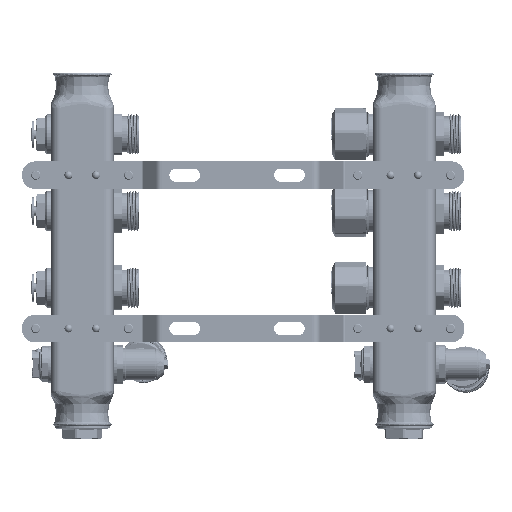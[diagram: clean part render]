
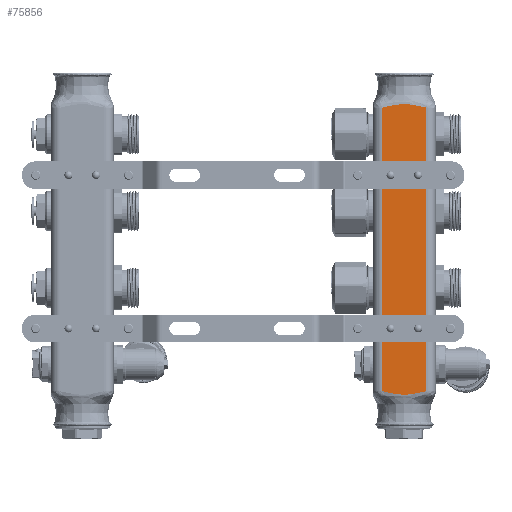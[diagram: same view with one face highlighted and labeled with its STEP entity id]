
A CAD part, front view. The second image highlights one B-rep face of the part: STEP entity #75856.
In plain terms, the highlighted face is planar.
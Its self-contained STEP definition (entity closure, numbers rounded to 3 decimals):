
#1278 = CARTESIAN_POINT ( 'NONE',  ( 19.5, 9.712, -207.491 ) ) ;
#1404 = VERTEX_POINT ( 'NONE', #28033 ) ;
#1885 = CARTESIAN_POINT ( 'NONE',  ( 19.5, -4.27, -208.471 ) ) ;
#2895 = VERTEX_POINT ( 'NONE', #13573 ) ;
#3573 = CARTESIAN_POINT ( 'NONE',  ( 19.5, 4.893, -19.61 ) ) ;
#8490 = B_SPLINE_CURVE_WITH_KNOTS ( 'NONE', 3,
 ( #24013, #38789, #73737, #17268, #66023, #87910, #9492, #31103, #16961, #52434, #74325, #3573, #73122, #58944, #67220, #87303, #10100, #66624, #88203, #24906, #80491, #10704, #81089, #24310, #38172, #80798, #31981, #53044, #31396, #38477 ),
 .UNSPECIFIED., .F., .F.,
 ( 4, 2, 2, 2, 2, 2, 2, 2, 2, 2, 2, 2, 2, 2, 4 ),
 ( 0., 0.002, 0.003, 0.004, 0.007, 0.009, 0.011, 0.015, 0.018, 0.02, 0.022, 0.026, 0.027, 0.028, 0.029 ),
 .UNSPECIFIED. ) ;
#8866 = CARTESIAN_POINT ( 'NONE',  ( 19.5, -14.5, -206.426 ) ) ;
#9492 = CARTESIAN_POINT ( 'NONE',  ( 19.5, 11.219, -20.793 ) ) ;
#9606 = CARTESIAN_POINT ( 'NONE',  ( 19.5, -11.215, -207.208 ) ) ;
#10080 = LINE ( 'NONE', #86727, #71953 ) ;
#10100 = CARTESIAN_POINT ( 'NONE',  ( 19.5, -2.442, -19.344 ) ) ;
#10704 = CARTESIAN_POINT ( 'NONE',  ( 19.5, -8.505, -20.256 ) ) ;
#10819 = CARTESIAN_POINT ( 'NONE',  ( 19.5, -12.121, -207.043 ) ) ;
#11082 = CARTESIAN_POINT ( 'NONE',  ( 19.5, 14.5, -114. ) ) ;
#13573 = CARTESIAN_POINT ( 'NONE',  ( 19.5, 14.5, -206.426 ) ) ;
#14285 = ORIENTED_EDGE ( 'NONE', *, *, #21920, .F. ) ;
#15556 = CARTESIAN_POINT ( 'NONE',  ( 19.5, 13.315, -206.748 ) ) ;
#15856 = CARTESIAN_POINT ( 'NONE',  ( 19.5, 4.287, -208.469 ) ) ;
#16083 = LINE ( 'NONE', #28765, #75561 ) ;
#16133 = FACE_OUTER_BOUND ( 'NONE', #74163, .T. ) ;
#16164 = CARTESIAN_POINT ( 'NONE',  ( 19.5, 12.124, -207.043 ) ) ;
#16961 = CARTESIAN_POINT ( 'NONE',  ( 19.5, 8.511, -20.258 ) ) ;
#17083 = CARTESIAN_POINT ( 'NONE',  ( 19.5, -9.706, -207.492 ) ) ;
#17268 = CARTESIAN_POINT ( 'NONE',  ( 19.5, 12.423, -21.029 ) ) ;
#18238 = DIRECTION ( 'NONE',  ( -1., 0., 0. ) ) ;
#18531 = EDGE_CURVE ( 'NONE', #1404, #58803, #8490, .T. ) ;
#21920 = EDGE_CURVE ( 'NONE', #37525, #58803, #16083, .T. ) ;
#22340 = CARTESIAN_POINT ( 'NONE',  ( 19.5, 14.5, -206.426 ) ) ;
#23836 = CARTESIAN_POINT ( 'NONE',  ( 19.5, -11.516, -207.152 ) ) ;
#24013 = CARTESIAN_POINT ( 'NONE',  ( 19.5, 14.5, -21.574 ) ) ;
#24310 = CARTESIAN_POINT ( 'NONE',  ( 19.5, -11.215, -20.792 ) ) ;
#24906 = CARTESIAN_POINT ( 'NONE',  ( 19.5, -6.093, -19.796 ) ) ;
#28033 = CARTESIAN_POINT ( 'NONE',  ( 19.5, 14.5, -21.574 ) ) ;
#28765 = CARTESIAN_POINT ( 'NONE',  ( 19.5, -14.5, -114. ) ) ;
#30901 = ORIENTED_EDGE ( 'NONE', *, *, #43379, .F. ) ;
#30902 = CARTESIAN_POINT ( 'NONE',  ( 19.5, -14.5, -206.426 ) ) ;
#31103 = CARTESIAN_POINT ( 'NONE',  ( 19.5, 9.712, -20.509 ) ) ;
#31396 = CARTESIAN_POINT ( 'NONE',  ( 19.5, -13.907, -21.411 ) ) ;
#31981 = CARTESIAN_POINT ( 'NONE',  ( 19.5, -12.419, -21.028 ) ) ;
#32102 = CARTESIAN_POINT ( 'NONE',  ( 19.5, -4.878, -208.392 ) ) ;
#36496 = CARTESIAN_POINT ( 'NONE',  ( 19.5, 12.423, -206.971 ) ) ;
#37090 = ORIENTED_EDGE ( 'NONE', *, *, #79885, .T. ) ;
#37525 = VERTEX_POINT ( 'NONE', #8866 ) ;
#38172 = CARTESIAN_POINT ( 'NONE',  ( 19.5, -11.516, -20.848 ) ) ;
#38477 = CARTESIAN_POINT ( 'NONE',  ( 19.5, -14.5, -21.574 ) ) ;
#38789 = CARTESIAN_POINT ( 'NONE',  ( 19.5, 13.908, -21.412 ) ) ;
#38905 = CARTESIAN_POINT ( 'NONE',  ( 19.5, -8.505, -207.744 ) ) ;
#39045 = B_SPLINE_CURVE_WITH_KNOTS ( 'NONE', 3,
 ( #22340, #78813, #15556, #36496, #16164, #85922, #43613, #1278, #79118, #58161, #86217, #43903, #15856, #65245, #79412, #86507, #44211, #1885, #32102, #52560, #59679, #38905, #17083, #9606, #23836, #10819, #66455, #60254, #52258, #30902 ),
 .UNSPECIFIED., .F., .F.,
 ( 4, 2, 2, 2, 2, 2, 2, 2, 2, 2, 2, 2, 2, 2, 4 ),
 ( 0., 0.002, 0.003, 0.004, 0.007, 0.009, 0.011, 0.015, 0.018, 0.02, 0.022, 0.026, 0.027, 0.028, 0.029 ),
 .UNSPECIFIED. ) ;
#39506 = DIRECTION ( 'NONE',  ( 0., -1., 0. ) ) ;
#40101 = PLANE ( 'NONE',  #78552 ) ;
#43379 = EDGE_CURVE ( 'NONE', #2895, #37525, #39045, .T. ) ;
#43613 = CARTESIAN_POINT ( 'NONE',  ( 19.5, 11.219, -207.207 ) ) ;
#43903 = CARTESIAN_POINT ( 'NONE',  ( 19.5, 4.893, -208.39 ) ) ;
#44211 = CARTESIAN_POINT ( 'NONE',  ( 19.5, -2.442, -208.656 ) ) ;
#52258 = CARTESIAN_POINT ( 'NONE',  ( 19.5, -13.907, -206.589 ) ) ;
#52434 = CARTESIAN_POINT ( 'NONE',  ( 19.5, 6.705, -19.908 ) ) ;
#52560 = CARTESIAN_POINT ( 'NONE',  ( 19.5, -6.093, -208.204 ) ) ;
#53044 = CARTESIAN_POINT ( 'NONE',  ( 19.5, -13.313, -21.252 ) ) ;
#58161 = CARTESIAN_POINT ( 'NONE',  ( 19.5, 6.705, -208.092 ) ) ;
#58803 = VERTEX_POINT ( 'NONE', #60457 ) ;
#58944 = CARTESIAN_POINT ( 'NONE',  ( 19.5, 2.461, -19.345 ) ) ;
#59679 = CARTESIAN_POINT ( 'NONE',  ( 19.5, -6.697, -208.093 ) ) ;
#60254 = CARTESIAN_POINT ( 'NONE',  ( 19.5, -13.313, -206.748 ) ) ;
#60457 = CARTESIAN_POINT ( 'NONE',  ( 19.5, -14.5, -21.574 ) ) ;
#65245 = CARTESIAN_POINT ( 'NONE',  ( 19.5, 2.461, -208.655 ) ) ;
#66023 = CARTESIAN_POINT ( 'NONE',  ( 19.5, 12.124, -20.957 ) ) ;
#66455 = CARTESIAN_POINT ( 'NONE',  ( 19.5, -12.419, -206.972 ) ) ;
#66624 = CARTESIAN_POINT ( 'NONE',  ( 19.5, -4.27, -19.529 ) ) ;
#67220 = CARTESIAN_POINT ( 'NONE',  ( 19.5, 1.232, -19.288 ) ) ;
#71953 = VECTOR ( 'NONE', #80524, 1000. ) ;
#73122 = CARTESIAN_POINT ( 'NONE',  ( 19.5, 4.287, -19.531 ) ) ;
#73737 = CARTESIAN_POINT ( 'NONE',  ( 19.5, 13.315, -21.252 ) ) ;
#74163 = EDGE_LOOP ( 'NONE', ( #37090, #74941, #14285, #30901 ) ) ;
#74325 = CARTESIAN_POINT ( 'NONE',  ( 19.5, 6.103, -19.798 ) ) ;
#74941 = ORIENTED_EDGE ( 'NONE', *, *, #18531, .T. ) ;
#75561 = VECTOR ( 'NONE', #78463, 1000. ) ;
#75856 = ADVANCED_FACE ( 'NONE', ( #16133 ), #40101, .F. ) ;
#78463 = DIRECTION ( 'NONE',  ( 0., 0., 1. ) ) ;
#78552 = AXIS2_PLACEMENT_3D ( 'NONE', #11082, #18238, #39506 ) ;
#78813 = CARTESIAN_POINT ( 'NONE',  ( 19.5, 13.908, -206.588 ) ) ;
#79118 = CARTESIAN_POINT ( 'NONE',  ( 19.5, 8.511, -207.742 ) ) ;
#79412 = CARTESIAN_POINT ( 'NONE',  ( 19.5, 1.232, -208.712 ) ) ;
#79885 = EDGE_CURVE ( 'NONE', #2895, #1404, #10080, .T. ) ;
#80491 = CARTESIAN_POINT ( 'NONE',  ( 19.5, -6.697, -19.907 ) ) ;
#80524 = DIRECTION ( 'NONE',  ( 0., 0., 1. ) ) ;
#80798 = CARTESIAN_POINT ( 'NONE',  ( 19.5, -12.121, -20.957 ) ) ;
#81089 = CARTESIAN_POINT ( 'NONE',  ( 19.5, -9.706, -20.508 ) ) ;
#85922 = CARTESIAN_POINT ( 'NONE',  ( 19.5, 11.521, -207.151 ) ) ;
#86217 = CARTESIAN_POINT ( 'NONE',  ( 19.5, 6.103, -208.202 ) ) ;
#86507 = CARTESIAN_POINT ( 'NONE',  ( 19.5, -1.22, -208.713 ) ) ;
#86727 = CARTESIAN_POINT ( 'NONE',  ( 19.5, 14.5, -114. ) ) ;
#87303 = CARTESIAN_POINT ( 'NONE',  ( 19.5, -1.22, -19.287 ) ) ;
#87910 = CARTESIAN_POINT ( 'NONE',  ( 19.5, 11.521, -20.849 ) ) ;
#88203 = CARTESIAN_POINT ( 'NONE',  ( 19.5, -4.878, -19.608 ) ) ;
